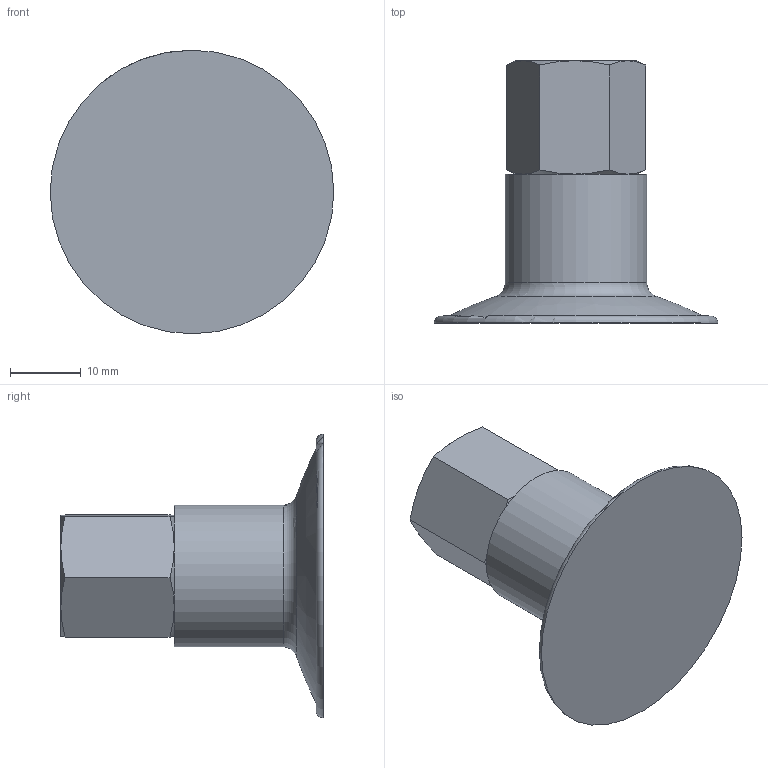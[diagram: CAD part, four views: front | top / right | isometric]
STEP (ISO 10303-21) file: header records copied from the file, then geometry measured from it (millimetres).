
FILE_DESCRIPTION(/* description */ (''),/* implementation_level */ '2;1');
FILE_NAME(/* name */ 'vsp40epdm+rac7r1-4h.stp',/* time_stamp */ '2020-07-15T10:44:32+02:00',/* author */ ('enginyeria'),/* organization */ (''),/* preprocessor_version */ 'ST-DEVELOPER v17',/* originating_system */ 'Autodesk Inventor 2019',/* authorisation */ '');
FILE_SCHEMA (('CONFIG_CONTROL_DESIGN'));
Length unit declared in the file: millimetre
Products named in the file (1): vsp40epdm+rac7r1-4h
Bounding box: 40 x 37 x 40 mm (x, y, z)
Volume: 10844.3 mm3; surface area: 5149.5 mm2
Topology: 1 solids, 1 shells, 28 faces, 68 edges, 43 vertices
Faces by surface type: cone 14, plane 9, torus 2, cylinder 2, bspline 1
Full cylindrical faces by diameter (mm): 13 x1, 20 x1
Entity records: 910 total; most frequent: CARTESIAN_POINT 213, ORIENTED_EDGE 134, DIRECTION 132, EDGE_CURVE 67, AXIS2_PLACEMENT_3D 61, VERTEX_POINT 43, CIRCLE 33, EDGE_LOOP 30
